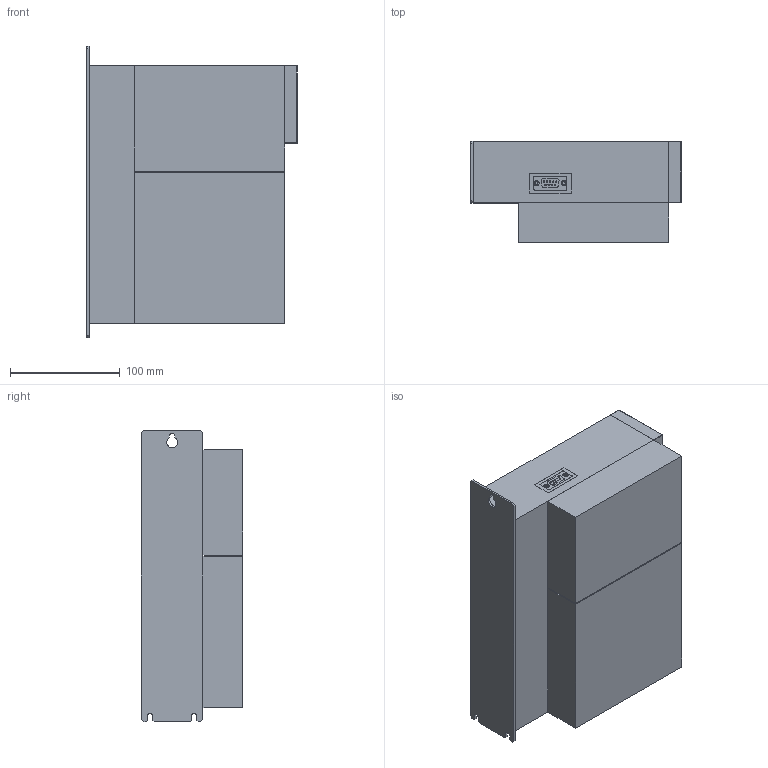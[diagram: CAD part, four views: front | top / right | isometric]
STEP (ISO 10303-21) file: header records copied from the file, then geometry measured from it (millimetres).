
FILE_DESCRIPTION (( 'STEP AP214' ), '1' );
FILE_NAME ('MFCT2-S024S_S060S + Options.STEP', '2025-02-20T13:44:56', ( '' ), ( '' ), 'SwSTEP 2.0', 'SolidWorks 2024', '' );
FILE_SCHEMA (( 'AUTOMOTIVE_DESIGN' ));
Length unit declared in the file: millimetre
Products named in the file (5): MFC-Option 1; MFCT2-S024S_S060S; MFCT2-S024S_S060S + Options; DP-01; MFC-Option 2
Assembly tree (4 placements, depth 2):
  MFCT2-S024S_S060S + Options
    MFCT2-S024S_S060S
    MFC-Option 1
    DP-01
    MFC-Option 2
Bounding box: 191.3 x 92 x 265 mm (x, y, z)
Volume: 3565689.7 mm3; surface area: 273238 mm2
Topology: 5 solids, 5 shells, 4952 faces, 13459 edges, 8966 vertices
Faces by surface type: plane 3212, bspline 1653, cylinder 83, sphere 4
Entity records: 162357 total; most frequent: CARTESIAN_POINT 48312, ORIENTED_EDGE 26910, DIRECTION 16927, EDGE_CURVE 13455, VECTOR 9983, LINE 9983, VERTEX_POINT 8966, EDGE_LOOP 5407
